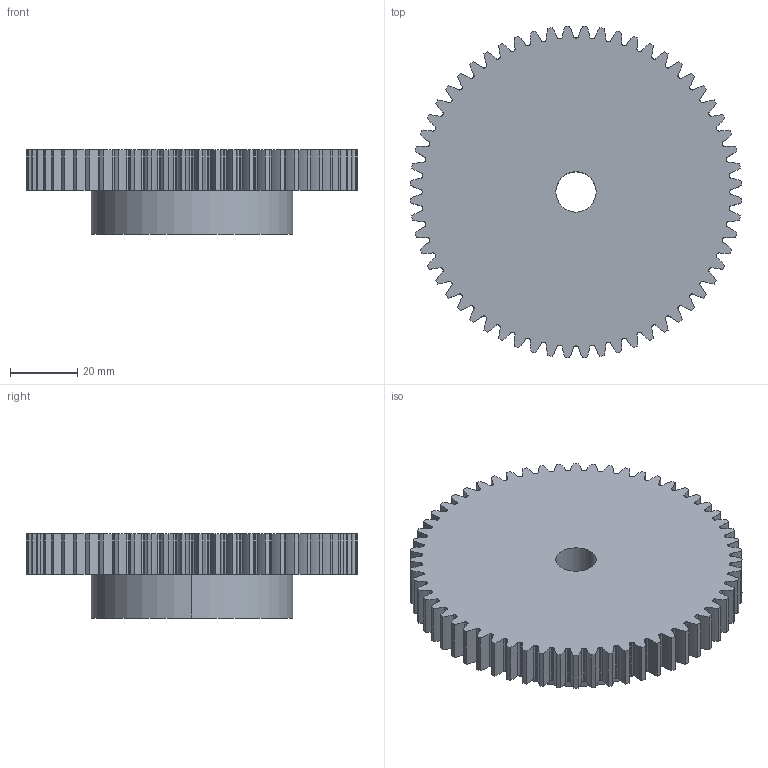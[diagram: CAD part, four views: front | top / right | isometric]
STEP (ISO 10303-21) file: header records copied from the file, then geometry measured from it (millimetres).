
FILE_DESCRIPTION (( 'STEP AP214' ), '1' );
FILE_NAME ('111-016-060.step', '2010-07-16T13:15:05', ( 'WMH Herion Antriebstechnik GmbH' ), ( 'WMH Herion Antriebstechnik GmbH' ), 'SwSTEP 2.0', 'SolidWorks 2010', '' );
FILE_SCHEMA (( 'AUTOMOTIVE_DESIGN' ));
Length unit declared in the file: millimetre
Products named in the file (1): 111-016-060
Bounding box: 98.6 x 98.6 x 25 mm (x, y, z)
Volume: 119502.5 mm3; surface area: 24491.4 mm2
Topology: 1 solids, 1 shells, 398 faces, 1185 edges, 790 vertices
Faces by surface type: cylinder 395, plane 3
Entity records: 13897 total; most frequent: DIRECTION 2773, CARTESIAN_POINT 2374, ORIENTED_EDGE 2370, AXIS2_PLACEMENT_3D 1189, EDGE_CURVE 1185, VERTEX_POINT 790, CIRCLE 790, EDGE_LOOP 401
